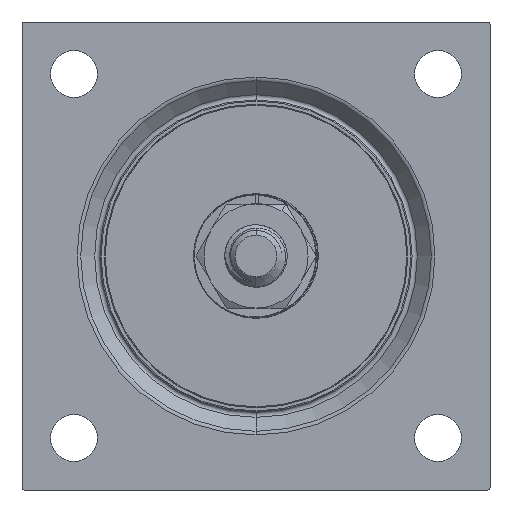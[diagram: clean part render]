
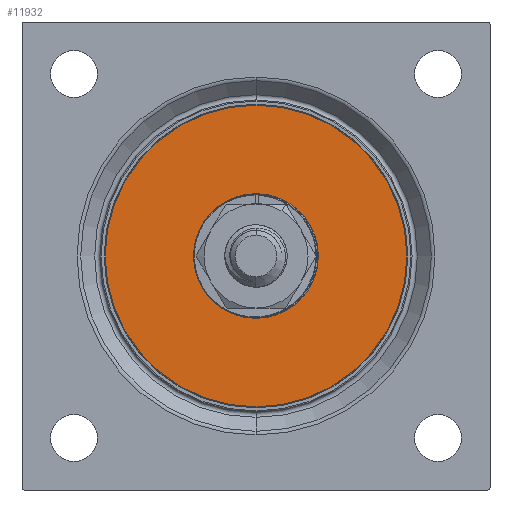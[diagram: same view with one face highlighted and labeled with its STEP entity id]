
A CAD part, left-side view. The second image highlights one B-rep face of the part: STEP entity #11932.
In plain terms, the highlighted planar face has unit normal (-1, 0, 0).
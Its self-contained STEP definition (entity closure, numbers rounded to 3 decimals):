
#322 = VERTEX_POINT ( 'NONE', #12186 ) ;
#424 = DIRECTION ( 'NONE',  ( 1., 0., 0. ) ) ;
#848 = CARTESIAN_POINT ( 'NONE',  ( -2., 0., 0. ) ) ;
#958 = CARTESIAN_POINT ( 'NONE',  ( -2., 0., 0. ) ) ;
#1226 = EDGE_CURVE ( 'NONE', #7114, #10007, #2719, .T. ) ;
#1244 = EDGE_LOOP ( 'NONE', ( #3150, #9907 ) ) ;
#1781 = FACE_OUTER_BOUND ( 'NONE', #1244, .T. ) ;
#1915 = FACE_BOUND ( 'NONE', #9101, .T. ) ;
#1990 = CARTESIAN_POINT ( 'NONE',  ( -2., -14.55, 0. ) ) ;
#2719 = CIRCLE ( 'NONE', #5554, 14.55 ) ;
#2856 = EDGE_CURVE ( 'NONE', #10007, #7114, #11349, .T. ) ;
#2959 = DIRECTION ( 'NONE',  ( -1., 0., 0. ) ) ;
#3150 = ORIENTED_EDGE ( 'NONE', *, *, #1226, .F. ) ;
#3189 = DIRECTION ( 'NONE',  ( 1., 0., 0. ) ) ;
#3934 = AXIS2_PLACEMENT_3D ( 'NONE', #12563, #3189, #6315 ) ;
#4904 = DIRECTION ( 'NONE',  ( 0., 1., 0. ) ) ;
#5027 = ORIENTED_EDGE ( 'NONE', *, *, #12257, .T. ) ;
#5170 = DIRECTION ( 'NONE',  ( 0., 1., 0. ) ) ;
#5267 = CIRCLE ( 'NONE', #8530, 3.05 ) ;
#5472 = DIRECTION ( 'NONE',  ( 1., 0., 0. ) ) ;
#5554 = AXIS2_PLACEMENT_3D ( 'NONE', #848, #6309, #5170 ) ;
#5878 = CARTESIAN_POINT ( 'NONE',  ( -2., 14.55, 0. ) ) ;
#6019 = PLANE ( 'NONE',  #8361 ) ;
#6309 = DIRECTION ( 'NONE',  ( 1., 0., 0. ) ) ;
#6315 = DIRECTION ( 'NONE',  ( 0., 1., 0. ) ) ;
#6397 = EDGE_CURVE ( 'NONE', #322, #8474, #5267, .T. ) ;
#7114 = VERTEX_POINT ( 'NONE', #13497 ) ;
#7709 = CIRCLE ( 'NONE', #10789, 3.05 ) ;
#7974 = ORIENTED_EDGE ( 'NONE', *, *, #6397, .T. ) ;
#8361 = AXIS2_PLACEMENT_3D ( 'NONE', #5878, #2959, #9105 ) ;
#8474 = VERTEX_POINT ( 'NONE', #9354 ) ;
#8530 = AXIS2_PLACEMENT_3D ( 'NONE', #9796, #424, #8772 ) ;
#8772 = DIRECTION ( 'NONE',  ( 0., 1., 0. ) ) ;
#9101 = EDGE_LOOP ( 'NONE', ( #7974, #5027 ) ) ;
#9105 = DIRECTION ( 'NONE',  ( 0., -1., 0. ) ) ;
#9354 = CARTESIAN_POINT ( 'NONE',  ( -2., -3.05, 0. ) ) ;
#9796 = CARTESIAN_POINT ( 'NONE',  ( -2., 0., 0. ) ) ;
#9907 = ORIENTED_EDGE ( 'NONE', *, *, #2856, .F. ) ;
#10007 = VERTEX_POINT ( 'NONE', #1990 ) ;
#10789 = AXIS2_PLACEMENT_3D ( 'NONE', #958, #5472, #4904 ) ;
#11349 = CIRCLE ( 'NONE', #3934, 14.55 ) ;
#11932 = ADVANCED_FACE ( 'NONE', ( #1915, #1781 ), #6019, .T. ) ;
#12186 = CARTESIAN_POINT ( 'NONE',  ( -2., 3.05, 0. ) ) ;
#12257 = EDGE_CURVE ( 'NONE', #8474, #322, #7709, .T. ) ;
#12563 = CARTESIAN_POINT ( 'NONE',  ( -2., 0., 0. ) ) ;
#13497 = CARTESIAN_POINT ( 'NONE',  ( -2., 14.55, 0. ) ) ;
